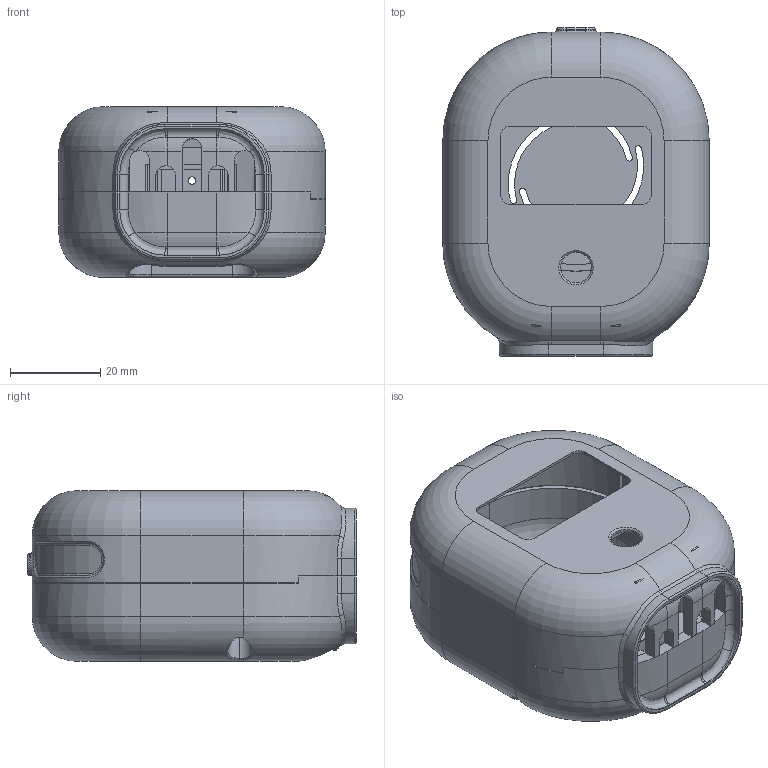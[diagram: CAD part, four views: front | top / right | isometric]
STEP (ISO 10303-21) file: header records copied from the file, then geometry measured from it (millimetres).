
FILE_DESCRIPTION (( 'STEP AP214' ), '1' );
FILE_NAME ('DESKBOT NEW BODY.STEP', '2026-01-12T13:24:16', ( '' ), ( '' ), 'SwSTEP 2.0', 'SolidWorks 2020', '' );
FILE_SCHEMA (( 'AUTOMOTIVE_DESIGN' ));
Length unit declared in the file: millimetre
Products named in the file (1): DESKBOT NEW BODY
Bounding box: 59 x 72.75 x 37.8 mm (x, y, z)
Volume: 26340.8 mm3; surface area: 29415.3 mm2
Topology: 2 solids, 2 shells, 587 faces, 1541 edges, 969 vertices
Faces by surface type: cylinder 239, plane 179, torus 85, bspline 56, cone 21, sphere 7
Entity records: 26347 total; most frequent: CARTESIAN_POINT 12133, ORIENTED_EDGE 3072, DIRECTION 2892, EDGE_CURVE 1536, AXIS2_PLACEMENT_3D 1143, VERTEX_POINT 968, EDGE_LOOP 636, CIRCLE 611
